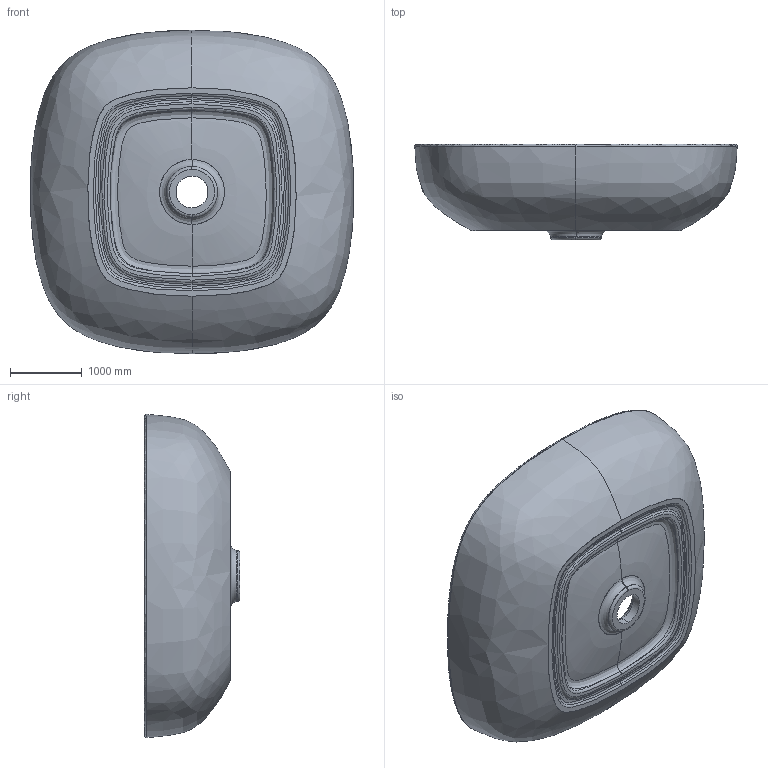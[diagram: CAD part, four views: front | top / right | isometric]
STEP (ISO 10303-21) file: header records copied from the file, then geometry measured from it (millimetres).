
FILE_DESCRIPTION(/* description */ (''),/* implementation_level */ '2;1');
FILE_NAME(/* name */ '3D4C64~1',/* time_stamp */ '2021-07-14T16:42:17+02:00',/* author */ (''),/* organization */ (''),/* preprocessor_version */ 'ST-DEVELOPER v16.5',/* originating_system */ '',/* authorisation */ '');
FILE_SCHEMA (('AUTOMOTIVE_DESIGN'));
Length unit declared in the file: centimetre
Products named in the file (1): Document
Bounding box: 4499.09 x 1330.02 x 4499.81 mm (x, y, z)
Surface area: 52462049.7 mm2 (no closed solid volume)
Topology: 0 solids, 4 shells, 49 faces, 138 edges, 86 vertices
Faces by surface type: bspline 44, plane 5
Entity records: 12360 total; most frequent: CARTESIAN_POINT 11609, ORIENTED_EDGE 234, EDGE_CURVE 138, B_SPLINE_CURVE_WITH_KNOTS 86, VERTEX_POINT 86, EDGE_LOOP 54, ADVANCED_FACE 49, FACE_OUTER_BOUND 49
